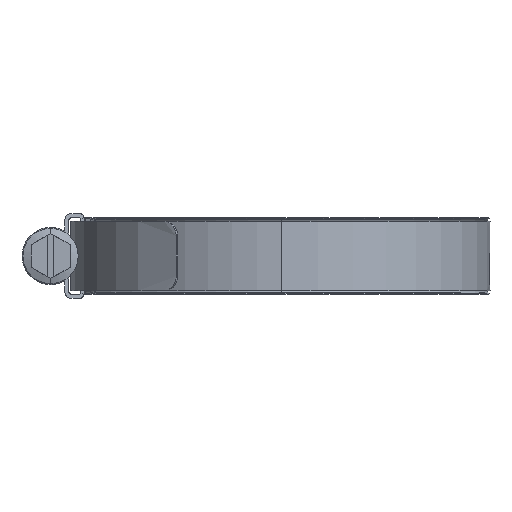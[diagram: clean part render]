
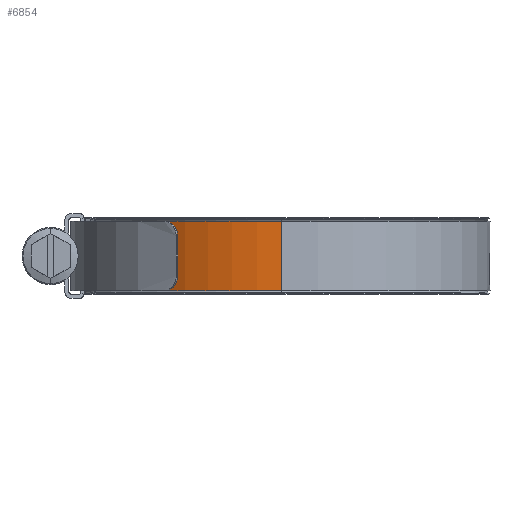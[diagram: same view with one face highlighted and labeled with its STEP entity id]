
A CAD part, left-side view. The second image highlights one B-rep face of the part: STEP entity #6854.
In plain terms, the highlighted cylindrical face has radius 42.6 mm (diameter 85.2 mm), a partial arc.
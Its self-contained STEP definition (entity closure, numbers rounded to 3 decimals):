
#29 = AXIS2_PLACEMENT_3D ( 'NONE', #11581, #8238, #7074 ) ;
#199 = DIRECTION ( 'NONE',  ( -1., 0., 0. ) ) ;
#480 = VERTEX_POINT ( 'NONE', #11877 ) ;
#985 = ORIENTED_EDGE ( 'NONE', *, *, #3395, .F. ) ;
#1197 = ORIENTED_EDGE ( 'NONE', *, *, #5153, .T. ) ;
#1389 = CYLINDRICAL_SURFACE ( 'NONE', #2553, 42.6 ) ;
#1399 = DIRECTION ( 'NONE',  ( 0., 0., 1. ) ) ;
#1423 = EDGE_CURVE ( 'NONE', #480, #2574, #3693, .T. ) ;
#1887 = CIRCLE ( 'NONE', #12550, 42.6 ) ;
#1938 = CARTESIAN_POINT ( 'NONE',  ( 0., 42.6, -7.135 ) ) ;
#2553 = AXIS2_PLACEMENT_3D ( 'NONE', #13632, #12902, #199 ) ;
#2574 = VERTEX_POINT ( 'NONE', #1938 ) ;
#2653 = VECTOR ( 'NONE', #4233, 1000. ) ;
#3395 = EDGE_CURVE ( 'NONE', #480, #11622, #6711, .T. ) ;
#3693 = LINE ( 'NONE', #6412, #2653 ) ;
#4233 = DIRECTION ( 'NONE',  ( 0., 0., -1. ) ) ;
#4551 = ORIENTED_EDGE ( 'NONE', *, *, #6876, .F. ) ;
#5153 = EDGE_CURVE ( 'NONE', #2574, #6584, #1887, .T. ) ;
#5630 = CARTESIAN_POINT ( 'NONE',  ( 0., 0., -7.135 ) ) ;
#5698 = CARTESIAN_POINT ( 'NONE',  ( -42.6, 0., 7.135 ) ) ;
#6412 = CARTESIAN_POINT ( 'NONE',  ( 0., 42.6, 7.135 ) ) ;
#6584 = VERTEX_POINT ( 'NONE', #12022 ) ;
#6630 = LINE ( 'NONE', #6833, #8566 ) ;
#6711 = CIRCLE ( 'NONE', #29, 42.6 ) ;
#6833 = CARTESIAN_POINT ( 'NONE',  ( -42.6, 0., 7.135 ) ) ;
#6854 = ADVANCED_FACE ( 'NONE', ( #8639 ), #1389, .T. ) ;
#6876 = EDGE_CURVE ( 'NONE', #11622, #6584, #6630, .T. ) ;
#7074 = DIRECTION ( 'NONE',  ( 1., 0., 0. ) ) ;
#8238 = DIRECTION ( 'NONE',  ( 0., 0., 1. ) ) ;
#8566 = VECTOR ( 'NONE', #12048, 1000. ) ;
#8639 = FACE_OUTER_BOUND ( 'NONE', #13415, .T. ) ;
#9688 = ORIENTED_EDGE ( 'NONE', *, *, #1423, .T. ) ;
#9903 = DIRECTION ( 'NONE',  ( 1., 0., 0. ) ) ;
#11581 = CARTESIAN_POINT ( 'NONE',  ( 0., 0., 7.135 ) ) ;
#11622 = VERTEX_POINT ( 'NONE', #5698 ) ;
#11877 = CARTESIAN_POINT ( 'NONE',  ( 0., 42.6, 7.135 ) ) ;
#12022 = CARTESIAN_POINT ( 'NONE',  ( -42.6, 0., -7.135 ) ) ;
#12048 = DIRECTION ( 'NONE',  ( 0., 0., -1. ) ) ;
#12550 = AXIS2_PLACEMENT_3D ( 'NONE', #5630, #1399, #9903 ) ;
#12902 = DIRECTION ( 'NONE',  ( 0., 0., -1. ) ) ;
#13415 = EDGE_LOOP ( 'NONE', ( #4551, #985, #9688, #1197 ) ) ;
#13632 = CARTESIAN_POINT ( 'NONE',  ( 0., 0., 7.135 ) ) ;
